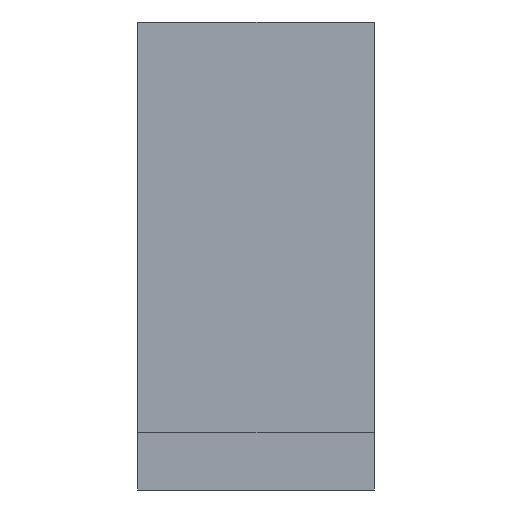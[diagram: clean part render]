
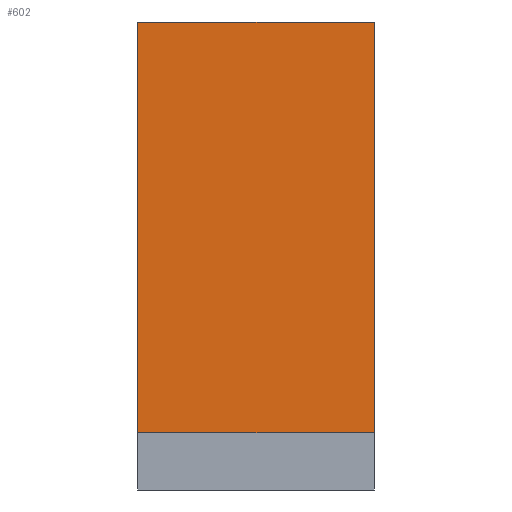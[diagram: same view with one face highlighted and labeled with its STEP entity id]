
A CAD part, left-side view. The second image highlights one B-rep face of the part: STEP entity #602.
In plain terms, the highlighted planar face has unit normal (-1, 0, 0).
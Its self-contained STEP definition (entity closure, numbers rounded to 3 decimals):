
#58=PLANE('',#680);
#86=FACE_OUTER_BOUND('',#150,.T.);
#150=EDGE_LOOP('',(#539,#540,#541,#542));
#172=LINE('',#969,#214);
#192=LINE('',#1008,#234);
#193=LINE('',#1010,#235);
#194=LINE('',#1011,#236);
#214=VECTOR('',#814,10.);
#234=VECTOR('',#846,10.);
#235=VECTOR('',#849,10.);
#236=VECTOR('',#850,10.);
#309=VERTEX_POINT('',#965);
#311=VERTEX_POINT('',#968);
#323=VERTEX_POINT('',#1004);
#324=VERTEX_POINT('',#1006);
#380=EDGE_CURVE('',#309,#311,#172,.T.);
#400=EDGE_CURVE('',#323,#324,#192,.T.);
#401=EDGE_CURVE('',#309,#323,#193,.T.);
#402=EDGE_CURVE('',#311,#324,#194,.T.);
#539=ORIENTED_EDGE('',*,*,#401,.T.);
#540=ORIENTED_EDGE('',*,*,#400,.T.);
#541=ORIENTED_EDGE('',*,*,#402,.F.);
#542=ORIENTED_EDGE('',*,*,#380,.F.);
#602=ADVANCED_FACE('',(#86),#58,.T.);
#680=AXIS2_PLACEMENT_3D('',#1009,#847,#848);
#814=DIRECTION('',(0.,1.,0.));
#846=DIRECTION('',(0.,1.,0.));
#847=DIRECTION('center_axis',(-1.,0.,0.));
#848=DIRECTION('ref_axis',(0.,0.,1.));
#849=DIRECTION('',(0.,0.,1.));
#850=DIRECTION('',(0.,0.,1.));
#965=CARTESIAN_POINT('',(183.022,0.,-59.628));
#968=CARTESIAN_POINT('',(183.022,4.15,-59.628));
#969=CARTESIAN_POINT('',(183.022,0.,-59.628));
#1004=CARTESIAN_POINT('',(183.022,0.,-52.428));
#1006=CARTESIAN_POINT('',(183.022,4.15,-52.428));
#1008=CARTESIAN_POINT('',(183.022,0.,-52.428));
#1009=CARTESIAN_POINT('Origin',(183.022,0.,-59.628));
#1010=CARTESIAN_POINT('',(183.022,0.,-59.628));
#1011=CARTESIAN_POINT('',(183.022,4.15,-59.628));
